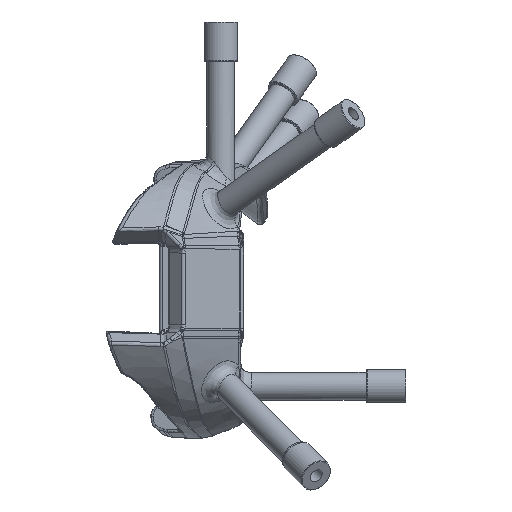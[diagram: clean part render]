
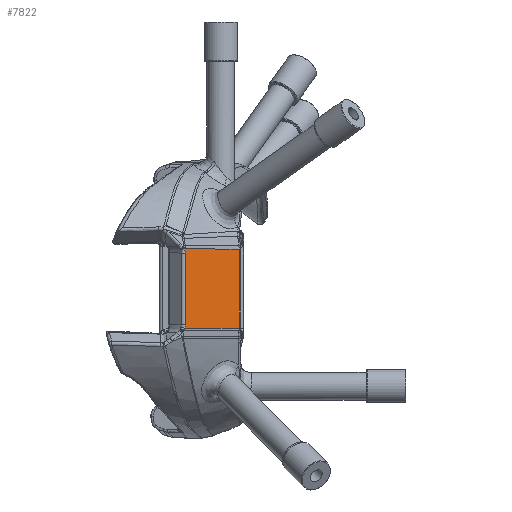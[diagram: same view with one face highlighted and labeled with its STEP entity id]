
A CAD part, left-side view. The second image highlights one B-rep face of the part: STEP entity #7822.
In plain terms, the highlighted planar face has unit normal (-0.72, -0.694, 0).
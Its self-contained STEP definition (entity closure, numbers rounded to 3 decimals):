
#176 = ORIENTED_EDGE ( 'NONE', *, *, #79531, .T. ) ;
#431 = B_SPLINE_CURVE_WITH_KNOTS ( 'NONE', 3,
 ( #33273, #13560, #7025, #58708, #53405, #25843 ),
 .UNSPECIFIED., .F., .F.,
 ( 4, 2, 4 ),
 ( 0., 0., 0.001 ),
 .UNSPECIFIED. ) ;
#2981 = ORIENTED_EDGE ( 'NONE', *, *, #30584, .T. ) ;
#3205 = CARTESIAN_POINT ( 'NONE',  ( -84.783, -7.597, -4.994 ) ) ;
#4401 = CARTESIAN_POINT ( 'NONE',  ( -84.823, -7.556, -5.681 ) ) ;
#4672 = B_SPLINE_CURVE_WITH_KNOTS ( 'NONE', 3,
 ( #15745, #8751, #62182, #69176, #9186, #35876, #29317, #82762, #22753, #76178, #49442, #16179, #42877 ),
 .UNSPECIFIED., .F., .F.,
 ( 4, 3, 3, 3, 4 ),
 ( 0.001, 0.002, 0.007, 0.012, 0.014 ),
 .UNSPECIFIED. ) ;
#5915 = CARTESIAN_POINT ( 'NONE',  ( -75.504, -17.23, 8.415 ) ) ;
#7025 = CARTESIAN_POINT ( 'NONE',  ( -84.806, -7.574, 8.289 ) ) ;
#7455 = EDGE_CURVE ( 'NONE', #33605, #7623, #62722, .T. ) ;
#7623 = VERTEX_POINT ( 'NONE', #32824 ) ;
#7822 = ADVANCED_FACE ( 'NONE', ( #14571 ), #26431, .F. ) ;
#8751 = CARTESIAN_POINT ( 'NONE',  ( -75.727, -16.998, 8.418 ) ) ;
#9186 = CARTESIAN_POINT ( 'NONE',  ( -77.388, -15.274, 8.446 ) ) ;
#11804 = VERTEX_POINT ( 'NONE', #65868 ) ;
#12480 = CARTESIAN_POINT ( 'NONE',  ( -84.857, -7.521, 8.557 ) ) ;
#12872 = DIRECTION ( 'NONE',  ( 0.72, 0.694, 0. ) ) ;
#13560 = CARTESIAN_POINT ( 'NONE',  ( -84.826, -7.553, 8.425 ) ) ;
#14272 = VERTEX_POINT ( 'NONE', #5915 ) ;
#14571 = FACE_OUTER_BOUND ( 'NONE', #61073, .T. ) ;
#15745 = CARTESIAN_POINT ( 'NONE',  ( -75.504, -17.23, 8.415 ) ) ;
#16179 = CARTESIAN_POINT ( 'NONE',  ( -84.393, -8.002, 8.55 ) ) ;
#20980 = VERTEX_POINT ( 'NONE', #12480 ) ;
#22379 = CARTESIAN_POINT ( 'NONE',  ( -84.783, -7.597, -5.228 ) ) ;
#22753 = CARTESIAN_POINT ( 'NONE',  ( -82.249, -10.227, 8.52 ) ) ;
#24950 = CARTESIAN_POINT ( 'NONE',  ( -79.97, -12.593, -5.669 ) ) ;
#25493 = CARTESIAN_POINT ( 'NONE',  ( -75.504, -17.23, 8.403 ) ) ;
#25843 = CARTESIAN_POINT ( 'NONE',  ( -84.782, -7.598, 7.737 ) ) ;
#26001 = CARTESIAN_POINT ( 'NONE',  ( -79.97, -12.594, 1.47 ) ) ;
#26431 = PLANE ( 'NONE',  #84769 ) ;
#29317 = CARTESIAN_POINT ( 'NONE',  ( -79.819, -12.751, 8.484 ) ) ;
#29469 = DIRECTION ( 'NONE',  ( 0., 0., -1. ) ) ;
#29955 = ORIENTED_EDGE ( 'NONE', *, *, #35213, .T. ) ;
#30584 = EDGE_CURVE ( 'NONE', #7623, #14272, #72786, .T. ) ;
#32824 = CARTESIAN_POINT ( 'NONE',  ( -75.504, -17.23, -5.659 ) ) ;
#33273 = CARTESIAN_POINT ( 'NONE',  ( -84.857, -7.521, 8.557 ) ) ;
#33605 = VERTEX_POINT ( 'NONE', #76300 ) ;
#35213 = EDGE_CURVE ( 'NONE', #62253, #33605, #73728, .T. ) ;
#35876 = CARTESIAN_POINT ( 'NONE',  ( -78.604, -14.012, 8.465 ) ) ;
#36022 = LINE ( 'NONE', #3205, #44701 ) ;
#37220 = CARTESIAN_POINT ( 'NONE',  ( -76.263, -16.442, -5.661 ) ) ;
#37314 = DIRECTION ( 'NONE',  ( 0., 0., 1. ) ) ;
#38511 = CARTESIAN_POINT ( 'NONE',  ( -77.78, -14.867, -5.664 ) ) ;
#42877 = CARTESIAN_POINT ( 'NONE',  ( -84.857, -7.521, 8.557 ) ) ;
#43480 = ORIENTED_EDGE ( 'NONE', *, *, #77067, .T. ) ;
#44219 = CARTESIAN_POINT ( 'NONE',  ( -79.24, -13.351, -5.668 ) ) ;
#44461 = VECTOR ( 'NONE', #37314, 1000. ) ;
#44701 = VECTOR ( 'NONE', #29469, 1000. ) ;
#45526 = CARTESIAN_POINT ( 'NONE',  ( -77.021, -15.655, -5.662 ) ) ;
#49442 = CARTESIAN_POINT ( 'NONE',  ( -83.929, -8.484, 8.544 ) ) ;
#50799 = CARTESIAN_POINT ( 'NONE',  ( -84.509, -7.882, -5.681 ) ) ;
#52106 = CARTESIAN_POINT ( 'NONE',  ( -84.788, -7.592, -5.457 ) ) ;
#52529 = CARTESIAN_POINT ( 'NONE',  ( -84.351, -8.045, -5.68 ) ) ;
#52701 = DIRECTION ( 'NONE',  ( 0., 0., 1. ) ) ;
#53405 = CARTESIAN_POINT ( 'NONE',  ( -84.782, -7.598, 7.875 ) ) ;
#55650 = CARTESIAN_POINT ( 'NONE',  ( -84.783, -7.597, -4.999 ) ) ;
#57390 = CARTESIAN_POINT ( 'NONE',  ( -82.891, -9.561, -5.676 ) ) ;
#57818 = CARTESIAN_POINT ( 'NONE',  ( -84.666, -7.719, -5.681 ) ) ;
#58708 = CARTESIAN_POINT ( 'NONE',  ( -84.784, -7.597, 8.014 ) ) ;
#61073 = EDGE_LOOP ( 'NONE', ( #72999, #2981, #43480, #176, #74823, #29955 ) ) ;
#62182 = CARTESIAN_POINT ( 'NONE',  ( -75.95, -16.767, 8.422 ) ) ;
#62253 = VERTEX_POINT ( 'NONE', #78985 ) ;
#62722 = B_SPLINE_CURVE_WITH_KNOTS ( 'NONE', 3,
 ( #4401, #57818, #50799, #52529, #57390, #71821, #24950, #44219, #84534, #38511, #45526, #37220, #65258 ),
 .UNSPECIFIED., .F., .F.,
 ( 4, 3, 3, 3, 4 ),
 ( 0., 0.001, 0.007, 0.011, 0.014 ),
 .UNSPECIFIED. ) ;
#65258 = CARTESIAN_POINT ( 'NONE',  ( -75.504, -17.23, -5.659 ) ) ;
#65868 = CARTESIAN_POINT ( 'NONE',  ( -84.782, -7.598, 7.737 ) ) ;
#69176 = CARTESIAN_POINT ( 'NONE',  ( -76.173, -16.535, 8.426 ) ) ;
#70538 = CARTESIAN_POINT ( 'NONE',  ( -84.823, -7.556, -5.681 ) ) ;
#71634 = EDGE_CURVE ( 'NONE', #11804, #62253, #36022, .T. ) ;
#71821 = CARTESIAN_POINT ( 'NONE',  ( -81.431, -11.077, -5.672 ) ) ;
#72786 = LINE ( 'NONE', #25493, #44461 ) ;
#72999 = ORIENTED_EDGE ( 'NONE', *, *, #7455, .T. ) ;
#73728 = B_SPLINE_CURVE_WITH_KNOTS ( 'NONE', 3,
 ( #55650, #22379, #52106, #70538 ),
 .UNSPECIFIED., .F., .F.,
 ( 4, 4 ),
 ( 0., 0.001 ),
 .UNSPECIFIED. ) ;
#74823 = ORIENTED_EDGE ( 'NONE', *, *, #71634, .T. ) ;
#76178 = CARTESIAN_POINT ( 'NONE',  ( -83.465, -8.966, 8.537 ) ) ;
#76300 = CARTESIAN_POINT ( 'NONE',  ( -84.823, -7.556, -5.681 ) ) ;
#77067 = EDGE_CURVE ( 'NONE', #14272, #20980, #4672, .T. ) ;
#78985 = CARTESIAN_POINT ( 'NONE',  ( -84.783, -7.597, -4.999 ) ) ;
#79531 = EDGE_CURVE ( 'NONE', #20980, #11804, #431, .T. ) ;
#82762 = CARTESIAN_POINT ( 'NONE',  ( -81.034, -11.489, 8.502 ) ) ;
#84534 = CARTESIAN_POINT ( 'NONE',  ( -78.51, -14.109, -5.666 ) ) ;
#84769 = AXIS2_PLACEMENT_3D ( 'NONE', #26001, #12872, #52701 ) ;
